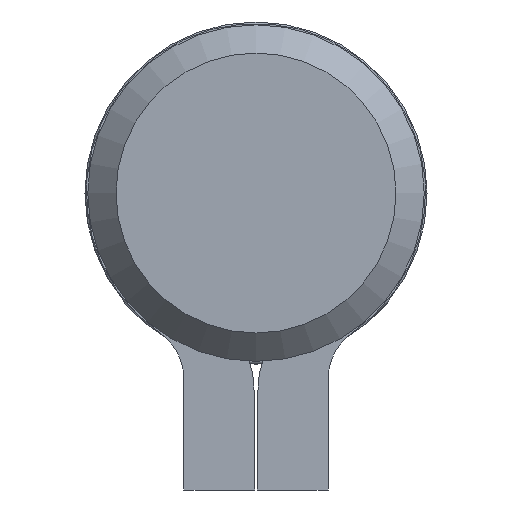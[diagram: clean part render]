
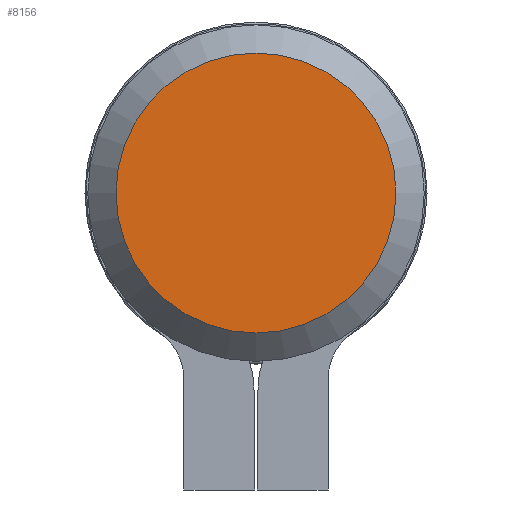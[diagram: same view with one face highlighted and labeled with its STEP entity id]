
A CAD part, front view. The second image highlights one B-rep face of the part: STEP entity #8156.
In plain terms, the highlighted planar face has unit normal (0, -1, 0).
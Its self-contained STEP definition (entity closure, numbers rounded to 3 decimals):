
#915 = AXIS2_PLACEMENT_3D ( 'NONE', #12622, #3371, #11343 ) ;
#3371 = DIRECTION ( 'NONE',  ( 0., -1., 0. ) ) ;
#3419 = EDGE_CURVE ( 'NONE', #12698, #12698, #10553, .T. ) ;
#3989 = PLANE ( 'NONE',  #10731 ) ;
#4639 = ORIENTED_EDGE ( 'NONE', *, *, #3419, .T. ) ;
#5929 = EDGE_LOOP ( 'NONE', ( #4639 ) ) ;
#6523 = CARTESIAN_POINT ( 'NONE',  ( 0., -41.5, 4.95 ) ) ;
#8156 = ADVANCED_FACE ( 'NONE', ( #9779 ), #3989, .F. ) ;
#9779 = FACE_OUTER_BOUND ( 'NONE', #5929, .T. ) ;
#10553 = CIRCLE ( 'NONE', #915, 4.95 ) ;
#10731 = AXIS2_PLACEMENT_3D ( 'NONE', #14508, #14365, #14411 ) ;
#11343 = DIRECTION ( 'NONE',  ( 0., 0., 1. ) ) ;
#12622 = CARTESIAN_POINT ( 'NONE',  ( 0., -41.5, 0. ) ) ;
#12698 = VERTEX_POINT ( 'NONE', #6523 ) ;
#14365 = DIRECTION ( 'NONE',  ( 0., 1., 0. ) ) ;
#14411 = DIRECTION ( 'NONE',  ( 0., 0., 1. ) ) ;
#14508 = CARTESIAN_POINT ( 'NONE',  ( 0., -41.5, 0. ) ) ;
